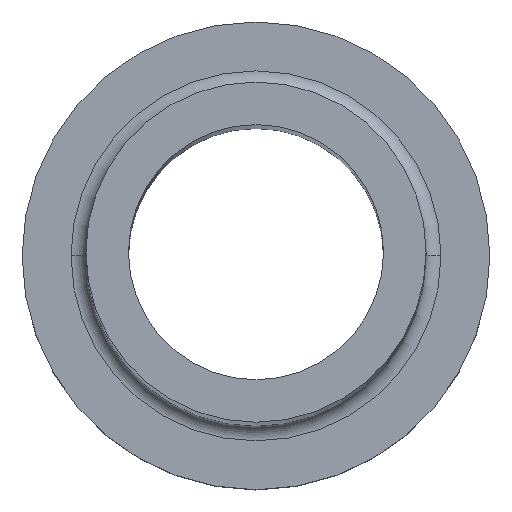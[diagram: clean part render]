
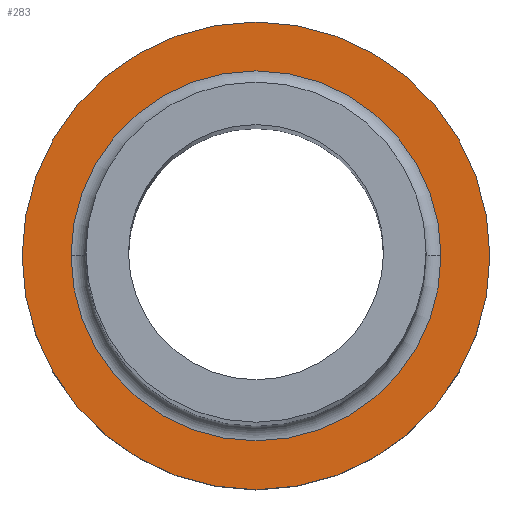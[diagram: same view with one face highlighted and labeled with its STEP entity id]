
A CAD part, top view. The second image highlights one B-rep face of the part: STEP entity #283.
In plain terms, the highlighted planar face has unit normal (0, 0, 1).
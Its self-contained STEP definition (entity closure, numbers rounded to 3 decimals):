
#10 = FACE_OUTER_BOUND ( 'NONE', #221, .T. ) ;
#13 = DIRECTION ( 'NONE',  ( 1., 0., 0. ) ) ;
#18 = EDGE_CURVE ( 'NONE', #187, #44, #163, .T. ) ;
#21 = CARTESIAN_POINT ( 'NONE',  ( 11., 0., 7. ) ) ;
#31 = CIRCLE ( 'NONE', #254, 8.7 ) ;
#43 = DIRECTION ( 'NONE',  ( 1., 0., 0. ) ) ;
#44 = VERTEX_POINT ( 'NONE', #81 ) ;
#73 = DIRECTION ( 'NONE',  ( 0., 0., -1. ) ) ;
#81 = CARTESIAN_POINT ( 'NONE',  ( 8.7, 0., 7. ) ) ;
#83 = EDGE_LOOP ( 'NONE', ( #215, #130 ) ) ;
#91 = AXIS2_PLACEMENT_3D ( 'NONE', #316, #235, #351 ) ;
#95 = DIRECTION ( 'NONE',  ( 0., 0., 1. ) ) ;
#103 = CARTESIAN_POINT ( 'NONE',  ( 0., 0., 7. ) ) ;
#107 = EDGE_CURVE ( 'NONE', #330, #304, #204, .T. ) ;
#108 = CARTESIAN_POINT ( 'NONE',  ( -8.7, 0., 7. ) ) ;
#123 = ORIENTED_EDGE ( 'NONE', *, *, #315, .T. ) ;
#130 = ORIENTED_EDGE ( 'NONE', *, *, #18, .T. ) ;
#139 = PLANE ( 'NONE',  #91 ) ;
#147 = ORIENTED_EDGE ( 'NONE', *, *, #107, .T. ) ;
#163 = CIRCLE ( 'NONE', #230, 8.7 ) ;
#178 = AXIS2_PLACEMENT_3D ( 'NONE', #201, #95, #43 ) ;
#185 = AXIS2_PLACEMENT_3D ( 'NONE', #320, #259, #13 ) ;
#187 = VERTEX_POINT ( 'NONE', #108 ) ;
#201 = CARTESIAN_POINT ( 'NONE',  ( 0., 0., 7. ) ) ;
#204 = CIRCLE ( 'NONE', #185, 11. ) ;
#209 = EDGE_CURVE ( 'NONE', #44, #187, #31, .T. ) ;
#215 = ORIENTED_EDGE ( 'NONE', *, *, #209, .T. ) ;
#221 = EDGE_LOOP ( 'NONE', ( #147, #123 ) ) ;
#230 = AXIS2_PLACEMENT_3D ( 'NONE', #103, #73, #314 ) ;
#235 = DIRECTION ( 'NONE',  ( 0., 0., 1. ) ) ;
#236 = DIRECTION ( 'NONE',  ( 0., 0., -1. ) ) ;
#254 = AXIS2_PLACEMENT_3D ( 'NONE', #290, #236, #356 ) ;
#259 = DIRECTION ( 'NONE',  ( 0., 0., 1. ) ) ;
#269 = FACE_BOUND ( 'NONE', #83, .T. ) ;
#276 = CARTESIAN_POINT ( 'NONE',  ( -11., 0., 7. ) ) ;
#283 = ADVANCED_FACE ( 'NONE', ( #269, #10 ), #139, .T. ) ;
#290 = CARTESIAN_POINT ( 'NONE',  ( 0., 0., 7. ) ) ;
#304 = VERTEX_POINT ( 'NONE', #21 ) ;
#308 = CIRCLE ( 'NONE', #178, 11. ) ;
#314 = DIRECTION ( 'NONE',  ( 1., 0., 0. ) ) ;
#315 = EDGE_CURVE ( 'NONE', #304, #330, #308, .T. ) ;
#316 = CARTESIAN_POINT ( 'NONE',  ( 0., 0., 7. ) ) ;
#320 = CARTESIAN_POINT ( 'NONE',  ( 0., 0., 7. ) ) ;
#330 = VERTEX_POINT ( 'NONE', #276 ) ;
#351 = DIRECTION ( 'NONE',  ( 1., 0., 0. ) ) ;
#356 = DIRECTION ( 'NONE',  ( 1., 0., 0. ) ) ;
